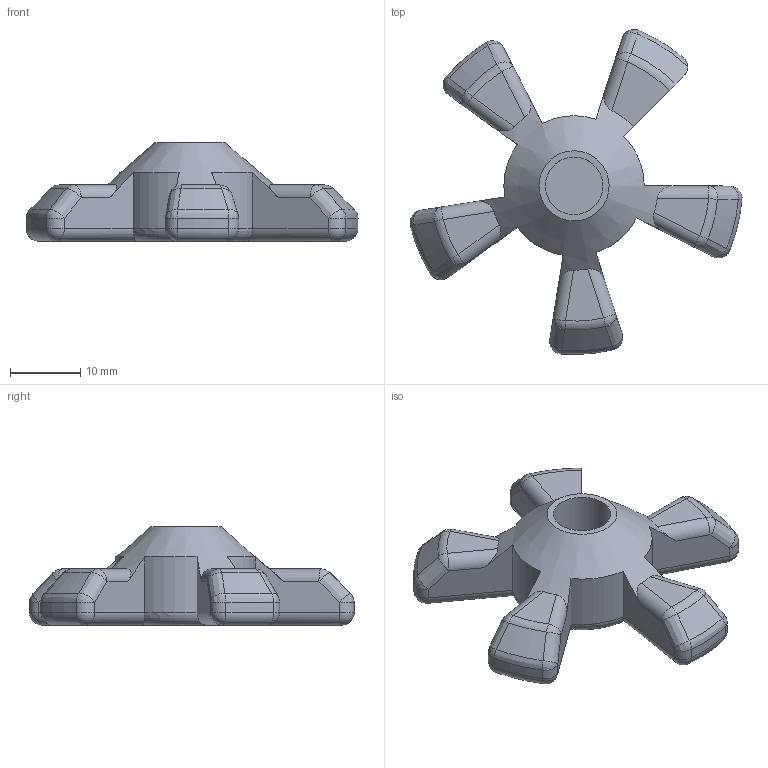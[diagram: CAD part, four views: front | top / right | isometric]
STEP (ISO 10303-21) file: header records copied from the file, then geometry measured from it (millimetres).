
FILE_DESCRIPTION(('FreeCAD Model'),'2;1');
FILE_NAME('Open CASCADE Shape Model','2021-12-22T20:27:49',('Author'),( ''),'Open CASCADE STEP processor 7.5','FreeCAD','Unknown');
FILE_SCHEMA(('AUTOMOTIVE_DESIGN { 1 0 10303 214 1 1 1 1 }'));
Length unit declared in the file: millimetre
Products named in the file (1): spool.tighter
Bounding box: 47.3 x 46.28 x 14 mm (x, y, z)
Volume: 6258.7 mm3; surface area: 3761.7 mm2
Topology: 1 solids, 1 shells, 128 faces, 314 edges, 162 vertices
Faces by surface type: cylinder 40, bspline 32, plane 25, torus 15, sphere 10, cone 6
Full cylindrical faces by diameter (mm): 8.2 x1
Entity records: 10845 total; most frequent: CARTESIAN_POINT 5675, DIRECTION 762, ORIENTED_EDGE 572, PCURVE 572, DEFINITIONAL_REPRESENTATION 572, LINE 397, VECTOR 397, B_SPLINE_CURVE_WITH_KNOTS 345
